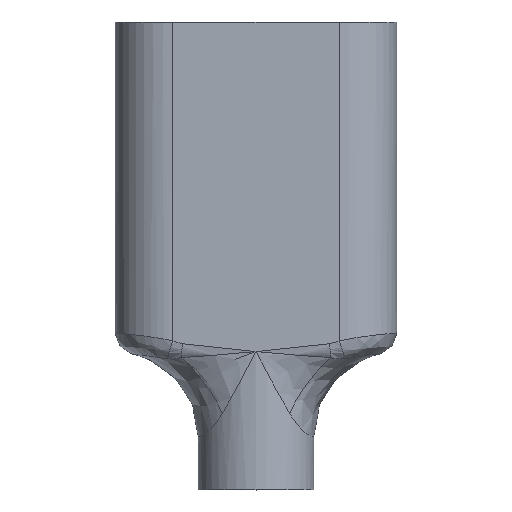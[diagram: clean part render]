
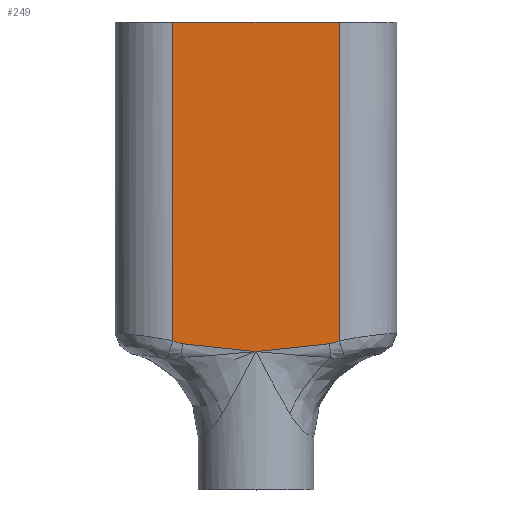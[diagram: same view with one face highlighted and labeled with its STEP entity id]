
A CAD part, top view. The second image highlights one B-rep face of the part: STEP entity #249.
In plain terms, the highlighted planar face has unit normal (0, 0, 1).
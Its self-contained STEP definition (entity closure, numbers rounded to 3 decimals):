
#127=CARTESIAN_POINT('',(3.125,2.4,3.55));
#128=VERTEX_POINT('',#127);
#146=CARTESIAN_POINT('',(-3.125,2.4,3.55));
#147=VERTEX_POINT('',#146);
#155=CARTESIAN_POINT('',(-3.125,2.4,3.55));
#156=DIRECTION('',(1.,0.,-0.));
#157=VECTOR('',#156,6.25);
#158=LINE('',#155,#157);
#159=EDGE_CURVE('',#147,#128,#158,.T.);
#164=CARTESIAN_POINT('',(0.,0.,3.55));
#165=DIRECTION('',(0.,0.,1.));
#166=DIRECTION('',(1.,0.,0.));
#167=AXIS2_PLACEMENT_3D('',#164,#165,#166);
#168=PLANE('',#167);
#169=CARTESIAN_POINT('',(0.,-10.,3.55));
#170=VERTEX_POINT('',#169);
#171=CARTESIAN_POINT('',(2.753,-9.704,3.55));
#172=VERTEX_POINT('',#171);
#173=CARTESIAN_POINT('',(-0.,-10.,3.55));
#174=CARTESIAN_POINT('',(0.015,-9.999,3.55));
#175=CARTESIAN_POINT('',(0.029,-9.997,3.55));
#176=CARTESIAN_POINT('',(0.043,-9.996,3.55));
#177=CARTESIAN_POINT('',(0.057,-9.995,3.55));
#178=CARTESIAN_POINT('',(0.072,-9.993,3.55));
#179=CARTESIAN_POINT('',(0.086,-9.992,3.55));
#180=CARTESIAN_POINT('',(0.115,-9.989,3.55));
#181=CARTESIAN_POINT('',(0.144,-9.986,3.55));
#182=CARTESIAN_POINT('',(0.172,-9.984,3.55));
#183=CARTESIAN_POINT('',(0.23,-9.978,3.55));
#184=CARTESIAN_POINT('',(0.287,-9.973,3.55));
#185=CARTESIAN_POINT('',(0.345,-9.967,3.55));
#186=CARTESIAN_POINT('',(0.459,-9.956,3.55));
#187=CARTESIAN_POINT('',(0.574,-9.945,3.55));
#188=CARTESIAN_POINT('',(0.689,-9.934,3.55));
#189=CARTESIAN_POINT('',(0.919,-9.912,3.55));
#190=CARTESIAN_POINT('',(1.149,-9.889,3.55));
#191=CARTESIAN_POINT('',(1.378,-9.866,3.55));
#192=CARTESIAN_POINT('',(1.837,-9.818,3.55));
#193=CARTESIAN_POINT('',(2.296,-9.769,3.55));
#194=CARTESIAN_POINT('',(2.753,-9.704,3.55));
#195=B_SPLINE_CURVE_WITH_KNOTS('',3,(#173,#174,#175,#176,#177,#178,#179,#180,#181,#182,#183,#184,#185,#186,#187,#188,#189,#190,#191,#192,#193,#194),.UNSPECIFIED.,.F.,.F.,(4,3,3,3,3,3,3,4),(0.,0.,0.,0.,0.,0.001,0.001,0.003),.UNSPECIFIED.);
#196=EDGE_CURVE('',#170,#172,#195,.T.);
#197=ORIENTED_EDGE('',*,*,#196,.T.);
#198=CARTESIAN_POINT('',(3.125,-9.596,3.55));
#199=VERTEX_POINT('',#198);
#200=CARTESIAN_POINT('',(2.753,-9.704,3.55));
#201=CARTESIAN_POINT('',(2.818,-9.695,3.55));
#202=CARTESIAN_POINT('',(2.88,-9.676,3.55));
#203=CARTESIAN_POINT('',(2.941,-9.657,3.55));
#204=CARTESIAN_POINT('',(3.003,-9.638,3.55));
#205=CARTESIAN_POINT('',(3.064,-9.618,3.55));
#206=CARTESIAN_POINT('',(3.125,-9.596,3.55));
#207=B_SPLINE_CURVE_WITH_KNOTS('',3,(#200,#201,#202,#203,#204,#205,#206),.UNSPECIFIED.,.F.,.F.,(4,3,4),(0.,0.,0.),.UNSPECIFIED.);
#208=EDGE_CURVE('',#172,#199,#207,.T.);
#209=ORIENTED_EDGE('',*,*,#208,.T.);
#210=CARTESIAN_POINT('',(3.125,-9.596,3.55));
#211=DIRECTION('',(0.,1.,0.));
#212=VECTOR('',#211,11.996);
#213=LINE('',#210,#212);
#214=EDGE_CURVE('',#199,#128,#213,.T.);
#215=ORIENTED_EDGE('',*,*,#214,.T.);
#216=ORIENTED_EDGE('',*,*,#159,.F.);
#217=CARTESIAN_POINT('',(-3.125,-9.596,3.55));
#218=VERTEX_POINT('',#217);
#219=CARTESIAN_POINT('',(-3.125,2.4,3.55));
#220=DIRECTION('',(-0.,-1.,-0.));
#221=VECTOR('',#220,11.996);
#222=LINE('',#219,#221);
#223=EDGE_CURVE('',#147,#218,#222,.T.);
#224=ORIENTED_EDGE('',*,*,#223,.T.);
#225=CARTESIAN_POINT('',(-2.753,-9.704,3.55));
#226=VERTEX_POINT('',#225);
#227=CARTESIAN_POINT('',(-3.125,-9.596,3.55));
#228=CARTESIAN_POINT('',(-3.064,-9.618,3.55));
#229=CARTESIAN_POINT('',(-3.003,-9.638,3.55));
#230=CARTESIAN_POINT('',(-2.941,-9.657,3.55));
#231=CARTESIAN_POINT('',(-2.88,-9.677,3.55));
#232=CARTESIAN_POINT('',(-2.818,-9.695,3.55));
#233=CARTESIAN_POINT('',(-2.753,-9.704,3.55));
#234=B_SPLINE_CURVE_WITH_KNOTS('',3,(#227,#228,#229,#230,#231,#232,#233),.UNSPECIFIED.,.F.,.F.,(4,3,4),(0.,0.,0.),.UNSPECIFIED.);
#235=EDGE_CURVE('',#218,#226,#234,.T.);
#236=ORIENTED_EDGE('',*,*,#235,.T.);
#237=CARTESIAN_POINT('',(-2.753,-9.704,3.55));
#238=CARTESIAN_POINT('',(-2.296,-9.769,3.55));
#239=CARTESIAN_POINT('',(-1.837,-9.818,3.55));
#240=CARTESIAN_POINT('',(-1.378,-9.866,3.55));
#241=CARTESIAN_POINT('',(-0.919,-9.913,3.55));
#242=CARTESIAN_POINT('',(-0.46,-9.956,3.55));
#243=CARTESIAN_POINT('',(-0.,-10.,3.55));
#244=B_SPLINE_CURVE_WITH_KNOTS('',3,(#237,#238,#239,#240,#241,#242,#243),.UNSPECIFIED.,.F.,.F.,(4,3,4),(0.,0.001,0.003),.UNSPECIFIED.);
#245=EDGE_CURVE('',#226,#170,#244,.T.);
#246=ORIENTED_EDGE('',*,*,#245,.T.);
#247=EDGE_LOOP('',(#197,#209,#215,#216,#224,#236,#246));
#248=FACE_BOUND('',#247,.T.);
#249=ADVANCED_FACE('',(#248),#168,.T.);
